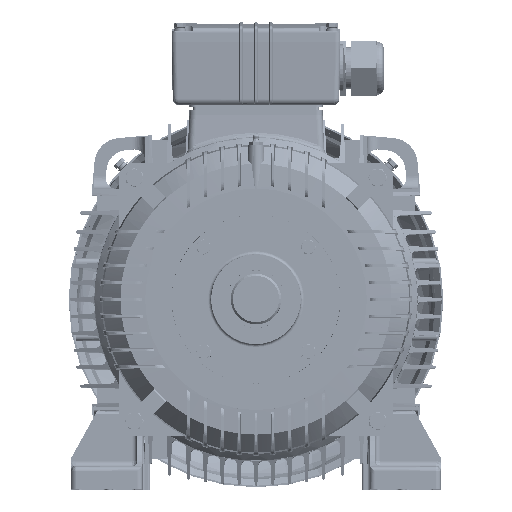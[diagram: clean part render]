
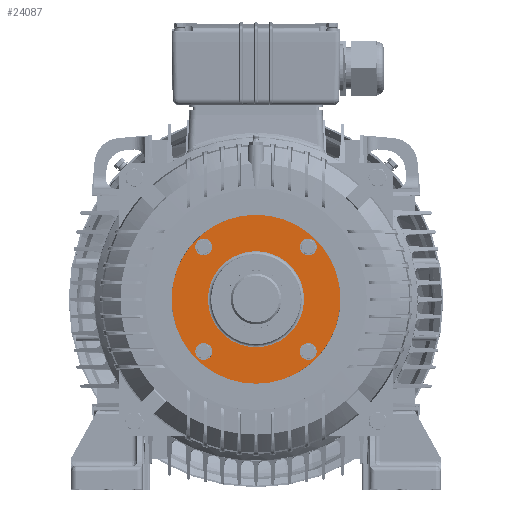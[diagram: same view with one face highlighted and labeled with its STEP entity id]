
A CAD part, top view. The second image highlights one B-rep face of the part: STEP entity #24087.
In plain terms, the highlighted planar face has unit normal (0, 0, 1).
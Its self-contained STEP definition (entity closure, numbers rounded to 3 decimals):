
#24087 = ADVANCED_FACE ( 'NONE', ( #240542, #240546, #240548, #240550, #240552, #240553 ), #241408, .F. ) ;
#37381 = EDGE_LOOP ( 'NONE', ( #131362, #131364 ) ) ;
#37382 = EDGE_LOOP ( 'NONE', ( #131361, #136689 ) ) ;
#37383 = EDGE_LOOP ( 'NONE', ( #131363, #136691 ) ) ;
#37384 = EDGE_LOOP ( 'NONE', ( #136688, #136693 ) ) ;
#37385 = EDGE_LOOP ( 'NONE', ( #136690, #136695 ) ) ;
#37386 = EDGE_LOOP ( 'NONE', ( #136692, #136696 ) ) ;
#98273 = VERTEX_POINT ( 'NONE', #292042 ) ;
#98274 = VERTEX_POINT ( 'NONE', #292044 ) ;
#98277 = VERTEX_POINT ( 'NONE', #292050 ) ;
#98278 = VERTEX_POINT ( 'NONE', #292052 ) ;
#98281 = VERTEX_POINT ( 'NONE', #292058 ) ;
#98282 = VERTEX_POINT ( 'NONE', #292060 ) ;
#98285 = VERTEX_POINT ( 'NONE', #292066 ) ;
#98286 = VERTEX_POINT ( 'NONE', #292068 ) ;
#98308 = VERTEX_POINT ( 'NONE', #292111 ) ;
#98309 = VERTEX_POINT ( 'NONE', #292113 ) ;
#98355 = VERTEX_POINT ( 'NONE', #292205 ) ;
#98356 = VERTEX_POINT ( 'NONE', #292207 ) ;
#118773 = EDGE_CURVE ( 'NONE', #98273, #98274, #149620, .T. ) ;
#118782 = EDGE_CURVE ( 'NONE', #98277, #98278, #149622, .T. ) ;
#118791 = EDGE_CURVE ( 'NONE', #98281, #98282, #149624, .T. ) ;
#118801 = EDGE_CURVE ( 'NONE', #98285, #98286, #149628, .T. ) ;
#118855 = EDGE_CURVE ( 'NONE', #98308, #98309, #149636, .T. ) ;
#118967 = EDGE_CURVE ( 'NONE', #98356, #98355, #149666, .T. ) ;
#131361 = ORIENTED_EDGE ( 'NONE', *, *, #132132, .F. ) ;
#131362 = ORIENTED_EDGE ( 'NONE', *, *, #132130, .F. ) ;
#131363 = ORIENTED_EDGE ( 'NONE', *, *, #132135, .F. ) ;
#131364 = ORIENTED_EDGE ( 'NONE', *, *, #118773, .F. ) ;
#132130 = EDGE_CURVE ( 'NONE', #98274, #98273, #151657, .T. ) ;
#132132 = EDGE_CURVE ( 'NONE', #98278, #98277, #151660, .T. ) ;
#132135 = EDGE_CURVE ( 'NONE', #98282, #98281, #151662, .T. ) ;
#132137 = EDGE_CURVE ( 'NONE', #98286, #98285, #151664, .T. ) ;
#132139 = EDGE_CURVE ( 'NONE', #98309, #98308, #151666, .T. ) ;
#132142 = EDGE_CURVE ( 'NONE', #98355, #98356, #151669, .T. ) ;
#136688 = ORIENTED_EDGE ( 'NONE', *, *, #132137, .F. ) ;
#136689 = ORIENTED_EDGE ( 'NONE', *, *, #118782, .F. ) ;
#136690 = ORIENTED_EDGE ( 'NONE', *, *, #132139, .T. ) ;
#136691 = ORIENTED_EDGE ( 'NONE', *, *, #118791, .F. ) ;
#136692 = ORIENTED_EDGE ( 'NONE', *, *, #118967, .T. ) ;
#136693 = ORIENTED_EDGE ( 'NONE', *, *, #118801, .F. ) ;
#136695 = ORIENTED_EDGE ( 'NONE', *, *, #118855, .T. ) ;
#136696 = ORIENTED_EDGE ( 'NONE', *, *, #132142, .T. ) ;
#149620 = CIRCLE ( 'NONE', #281920, 5. ) ;
#149622 = CIRCLE ( 'NONE', #281936, 5. ) ;
#149624 = CIRCLE ( 'NONE', #281947, 5. ) ;
#149628 = CIRCLE ( 'NONE', #281957, 5. ) ;
#149636 = CIRCLE ( 'NONE', #281998, 45.5 ) ;
#149666 = CIRCLE ( 'NONE', #282097, 80. ) ;
#151657 = CIRCLE ( 'NONE', #281985, 5. ) ;
#151660 = CIRCLE ( 'NONE', #281995, 5. ) ;
#151662 = CIRCLE ( 'NONE', #281997, 5. ) ;
#151664 = CIRCLE ( 'NONE', #281999, 5. ) ;
#151666 = CIRCLE ( 'NONE', #282001, 45.5 ) ;
#151669 = CIRCLE ( 'NONE', #282003, 80. ) ;
#240542 = FACE_BOUND ( 'NONE', #37381, .T. ) ;
#240546 = FACE_BOUND ( 'NONE', #37382, .T. ) ;
#240547 = AXIS2_PLACEMENT_3D ( 'NONE', #241409, #241412, #241413 ) ;
#240548 = FACE_BOUND ( 'NONE', #37383, .T. ) ;
#240550 = FACE_BOUND ( 'NONE', #37384, .T. ) ;
#240552 = FACE_BOUND ( 'NONE', #37385, .T. ) ;
#240553 = FACE_OUTER_BOUND ( 'NONE', #37386, .T. ) ;
#241408 = PLANE ( 'NONE',  #240547 ) ;
#241409 = CARTESIAN_POINT ( 'NONE',  ( 0., 42.5, 208.5 ) ) ;
#241412 = DIRECTION ( 'NONE',  ( 0., 0., -1. ) ) ;
#241413 = DIRECTION ( 'NONE',  ( -1., 0., 0. ) ) ;
#281920 = AXIS2_PLACEMENT_3D ( 'NONE', #288569, #288571, #288573 ) ;
#281936 = AXIS2_PLACEMENT_3D ( 'NONE', #288593, #288595, #288597 ) ;
#281947 = AXIS2_PLACEMENT_3D ( 'NONE', #288618, #288621, #288622 ) ;
#281957 = AXIS2_PLACEMENT_3D ( 'NONE', #288642, #288644, #288646 ) ;
#281985 = AXIS2_PLACEMENT_3D ( 'NONE', #315203, #315204, #315205 ) ;
#281995 = AXIS2_PLACEMENT_3D ( 'NONE', #315206, #315207, #315208 ) ;
#281997 = AXIS2_PLACEMENT_3D ( 'NONE', #315209, #315210, #315211 ) ;
#281998 = AXIS2_PLACEMENT_3D ( 'NONE', #288855, #288857, #288859 ) ;
#281999 = AXIS2_PLACEMENT_3D ( 'NONE', #315212, #315213, #315214 ) ;
#282001 = AXIS2_PLACEMENT_3D ( 'NONE', #315215, #315216, #315217 ) ;
#282003 = AXIS2_PLACEMENT_3D ( 'NONE', #315218, #315219, #315220 ) ;
#282097 = AXIS2_PLACEMENT_3D ( 'NONE', #289186, #289188, #289190 ) ;
#288569 = CARTESIAN_POINT ( 'NONE',  ( 49.497, -49.497, 208.5 ) ) ;
#288571 = DIRECTION ( 'NONE',  ( 0., 0., 1. ) ) ;
#288573 = DIRECTION ( 'NONE',  ( 0., -1., 0. ) ) ;
#288593 = CARTESIAN_POINT ( 'NONE',  ( -49.497, -49.497, 208.5 ) ) ;
#288595 = DIRECTION ( 'NONE',  ( 0., 0., 1. ) ) ;
#288597 = DIRECTION ( 'NONE',  ( -1., 0., 0. ) ) ;
#288618 = CARTESIAN_POINT ( 'NONE',  ( -49.497, 49.497, 208.5 ) ) ;
#288621 = DIRECTION ( 'NONE',  ( 0., 0., 1. ) ) ;
#288622 = DIRECTION ( 'NONE',  ( 0., 1., 0. ) ) ;
#288642 = CARTESIAN_POINT ( 'NONE',  ( 49.497, 49.497, 208.5 ) ) ;
#288644 = DIRECTION ( 'NONE',  ( 0., 0., 1. ) ) ;
#288646 = DIRECTION ( 'NONE',  ( 1., 0., 0. ) ) ;
#288855 = CARTESIAN_POINT ( 'NONE',  ( 0., 0., 208.5 ) ) ;
#288857 = DIRECTION ( 'NONE',  ( 0., 0., -1. ) ) ;
#288859 = DIRECTION ( 'NONE',  ( -1., 0., 0. ) ) ;
#289186 = CARTESIAN_POINT ( 'NONE',  ( 0., 0., 208.5 ) ) ;
#289188 = DIRECTION ( 'NONE',  ( 0., 0., 1. ) ) ;
#289190 = DIRECTION ( 'NONE',  ( 1., 0., 0. ) ) ;
#292042 = CARTESIAN_POINT ( 'NONE',  ( 44.497, -49.497, 208.5 ) ) ;
#292044 = CARTESIAN_POINT ( 'NONE',  ( 54.497, -49.497, 208.5 ) ) ;
#292050 = CARTESIAN_POINT ( 'NONE',  ( -54.497, -49.497, 208.5 ) ) ;
#292052 = CARTESIAN_POINT ( 'NONE',  ( -44.497, -49.497, 208.5 ) ) ;
#292058 = CARTESIAN_POINT ( 'NONE',  ( -54.497, 49.497, 208.5 ) ) ;
#292060 = CARTESIAN_POINT ( 'NONE',  ( -44.497, 49.497, 208.5 ) ) ;
#292066 = CARTESIAN_POINT ( 'NONE',  ( 44.497, 49.497, 208.5 ) ) ;
#292068 = CARTESIAN_POINT ( 'NONE',  ( 54.497, 49.497, 208.5 ) ) ;
#292111 = CARTESIAN_POINT ( 'NONE',  ( 45.5, 0., 208.5 ) ) ;
#292113 = CARTESIAN_POINT ( 'NONE',  ( -45.5, 0., 208.5 ) ) ;
#292205 = CARTESIAN_POINT ( 'NONE',  ( -80., 0., 208.5 ) ) ;
#292207 = CARTESIAN_POINT ( 'NONE',  ( 80., 0., 208.5 ) ) ;
#315203 = CARTESIAN_POINT ( 'NONE',  ( 49.497, -49.497, 208.5 ) ) ;
#315204 = DIRECTION ( 'NONE',  ( 0., 0., 1. ) ) ;
#315205 = DIRECTION ( 'NONE',  ( 0., -1., 0. ) ) ;
#315206 = CARTESIAN_POINT ( 'NONE',  ( -49.497, -49.497, 208.5 ) ) ;
#315207 = DIRECTION ( 'NONE',  ( 0., 0., 1. ) ) ;
#315208 = DIRECTION ( 'NONE',  ( -1., 0., 0. ) ) ;
#315209 = CARTESIAN_POINT ( 'NONE',  ( -49.497, 49.497, 208.5 ) ) ;
#315210 = DIRECTION ( 'NONE',  ( 0., 0., 1. ) ) ;
#315211 = DIRECTION ( 'NONE',  ( 0., 1., 0. ) ) ;
#315212 = CARTESIAN_POINT ( 'NONE',  ( 49.497, 49.497, 208.5 ) ) ;
#315213 = DIRECTION ( 'NONE',  ( 0., 0., 1. ) ) ;
#315214 = DIRECTION ( 'NONE',  ( 1., 0., 0. ) ) ;
#315215 = CARTESIAN_POINT ( 'NONE',  ( 0., 0., 208.5 ) ) ;
#315216 = DIRECTION ( 'NONE',  ( 0., 0., -1. ) ) ;
#315217 = DIRECTION ( 'NONE',  ( -1., 0., 0. ) ) ;
#315218 = CARTESIAN_POINT ( 'NONE',  ( 0., 0., 208.5 ) ) ;
#315219 = DIRECTION ( 'NONE',  ( 0., 0., 1. ) ) ;
#315220 = DIRECTION ( 'NONE',  ( 1., 0., 0. ) ) ;
